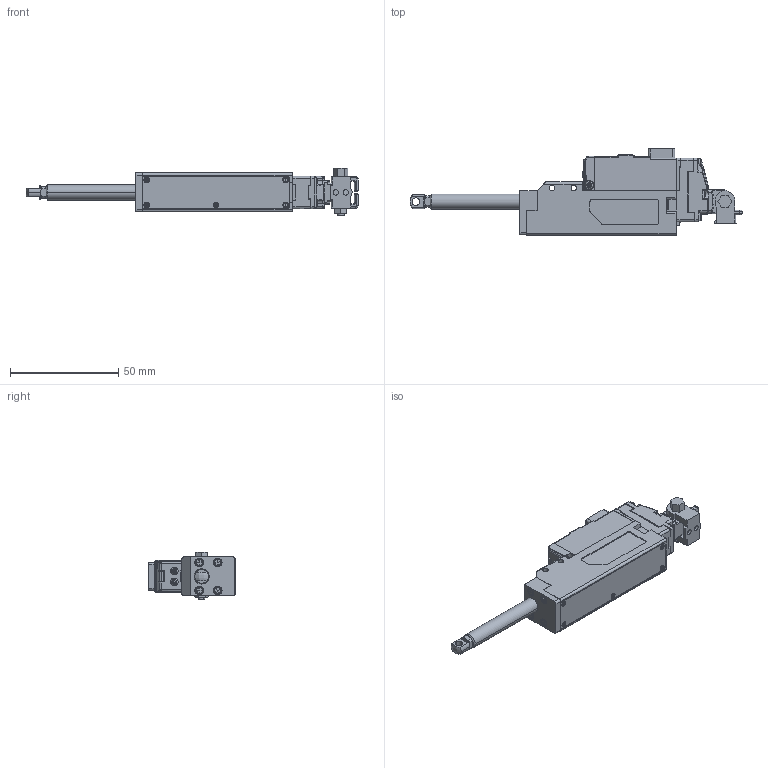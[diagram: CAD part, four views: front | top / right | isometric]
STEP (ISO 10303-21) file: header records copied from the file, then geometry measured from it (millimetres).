
FILE_DESCRIPTION (( 'STEP AP214' ), '1' );
FILE_NAME ('IR_LS_45_20_寇屈档.STEP', '2019-06-20T05:31:21', ( '' ), ( '' ), 'SwSTEP 2.0', 'SolidWorks 2016', '' );
FILE_SCHEMA (( 'AUTOMOTIVE_DESIGN' ));
Length unit declared in the file: millimetre
Products named in the file (26): ROD_END_NUT_SUS; HINGE; ROD_INSERT_45_3; CASE_MOTOR BOTTOM; ROD_SUS_45; LINEAR_ROD_END_LINK; PHT_2_12; CSPPN1P-ST3W-M2-14_214; STROKE_CASE_45; CSPPN3P-ST3W-M2-10_214; IR_LS_45_20_寇屈档; COVER END_函版饶_170616; HINGE_BASE; PWA_Control BD; CASE_MOTOR; hinge_shaft; hexagon nut style 1 gradeab_ks_KS 1012 S1 - M3-D-N; CSPPN1P-ST3W-M1_7-16_214; CASE_TOP; pot_cover_45; LENS; PHT_2_4; CSPPN3P-ST3W-M2-6_214; SPACER_熱薑_170616-1; CSPCS1P-ST3W-M1_4-5; CASE_MIDDLE
Assembly tree (36 placements, depth 2):
  IR_LS_45_20_寇屈档
    STROKE_CASE_45
    pot_cover_45
    COVER END_函版饶_170616
    CASE_MIDDLE
    SPACER_熱薑_170616-1
    CASE_TOP
    CSPPN3P-ST3W-M2-6_214  x2
    CSPPN3P-ST3W-M2-10_214  x2
    CSPCS1P-ST3W-M1_4-5  x5
    CASE_MOTOR
    CASE_MOTOR BOTTOM
    LENS
    PWA_Control BD
    PHT_2_4  x2
    CSPPN1P-ST3W-M1_7-16_214  x2
    PHT_2_12  x3
    CSPPN1P-ST3W-M2-14_214  x2
    ROD_END_NUT_SUS
    ROD_SUS_45
    ROD_INSERT_45_3
    HINGE
    LINEAR_ROD_END_LINK
    HINGE_BASE
    hinge_shaft
    hexagon nut style 1 gradeab_ks_KS 1012 S1 - M3-D-N
Bounding box: 153.09 x 39.9 x 22 mm (x, y, z)
Volume: 27828.9 mm3; surface area: 34523.9 mm2
Topology: 41 solids, 41 shells, 2453 faces, 6388 edges, 4094 vertices
Faces by surface type: plane 1363, cylinder 687, cone 224, bspline 173, torus 6
Entity records: 83079 total; most frequent: CARTESIAN_POINT 29046, ORIENTED_EDGE 11354, DIRECTION 10240, EDGE_CURVE 5677, VERTEX_POINT 3664, LINE 3598, VECTOR 3598, AXIS2_PLACEMENT_3D 3321
